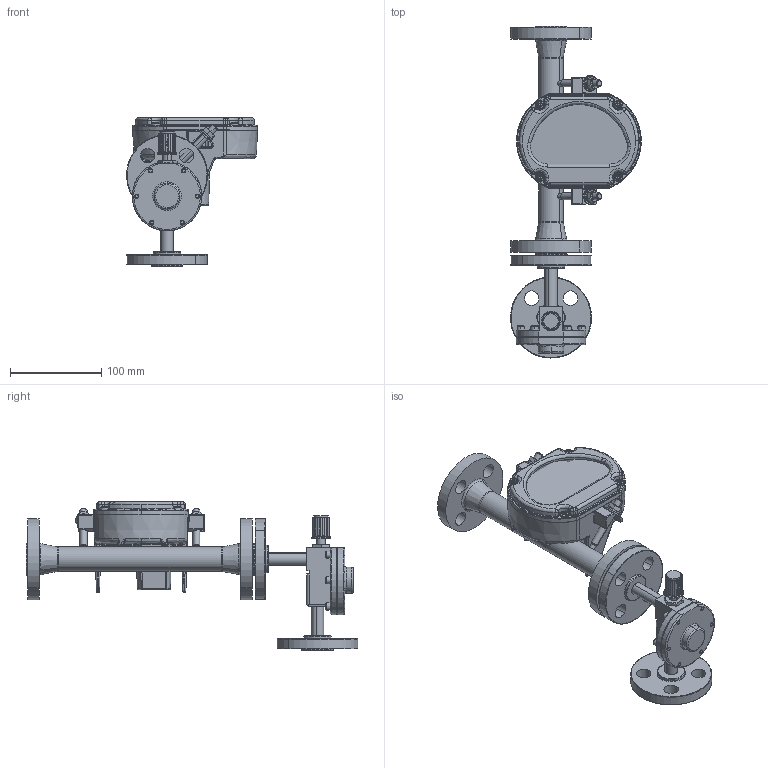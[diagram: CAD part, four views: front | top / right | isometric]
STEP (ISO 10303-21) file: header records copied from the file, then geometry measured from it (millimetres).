
FILE_DESCRIPTION (( 'STEP AP203' ), '1' );
FILE_NAME ('3809G-A-02-F-1-A-0-F.STEP', '2020-03-26T21:53:33', ( '' ), ( '' ), 'SwSTEP 2.0', 'SolidWorks 2019', '' );
FILE_SCHEMA (( 'CONFIG_CONTROL_DESIGN' ));
Length unit declared in the file: inch
Products named in the file (2): 3809G-A-02-F-1-A-0-F
Bounding box: 143.62 x 364.4 x 163.09 mm (x, y, z)
Surface area: 259344.5 mm2 (no closed solid volume)
Topology: 0 solids, 41 shells, 1557 faces, 3967 edges, 2415 vertices
Faces by surface type: cylinder 548, bspline 406, plane 370, cone 229, torus 4
Entity records: 103627 total; most frequent: CARTESIAN_POINT 69299, ORIENTED_EDGE 7468, DIRECTION 6642, EDGE_CURVE 3788, AXIS2_PLACEMENT_3D 2644, VERTEX_POINT 2355, EDGE_LOOP 1747, ADVANCED_FACE 1557
